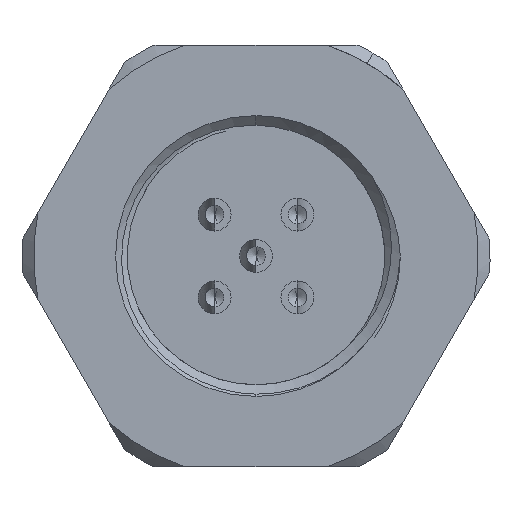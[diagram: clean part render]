
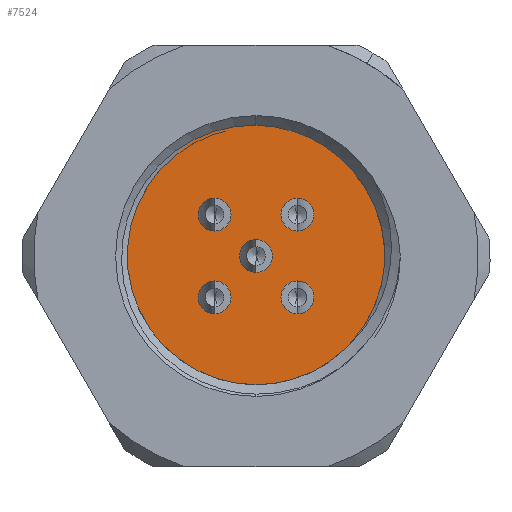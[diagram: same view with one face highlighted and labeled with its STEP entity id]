
A CAD part, left-side view. The second image highlights one B-rep face of the part: STEP entity #7524.
In plain terms, the highlighted planar face has unit normal (-1, 0, 0).
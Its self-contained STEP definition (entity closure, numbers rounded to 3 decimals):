
#101 = VERTEX_POINT ( 'NONE', #609 ) ;
#154 = AXIS2_PLACEMENT_3D ( 'NONE', #3761, #7639, #10951 ) ;
#196 = VERTEX_POINT ( 'NONE', #12277 ) ;
#269 = CARTESIAN_POINT ( 'NONE',  ( -13., -6., 0. ) ) ;
#609 = CARTESIAN_POINT ( 'NONE',  ( -13., -1.068, -1.768 ) ) ;
#877 = DIRECTION ( 'NONE',  ( 0., -1., 0. ) ) ;
#1307 = FACE_BOUND ( 'NONE', #8785, .T. ) ;
#1561 = CIRCLE ( 'NONE', #20354, 6. ) ;
#1689 = CARTESIAN_POINT ( 'NONE',  ( -13., 1.768, -1.768 ) ) ;
#1784 = CIRCLE ( 'NONE', #11946, 0.7 ) ;
#2029 = DIRECTION ( 'NONE',  ( 0., -1., 0. ) ) ;
#2338 = EDGE_LOOP ( 'NONE', ( #19950, #18072 ) ) ;
#3160 = VERTEX_POINT ( 'NONE', #269 ) ;
#3222 = CARTESIAN_POINT ( 'NONE',  ( -13., 0., 0. ) ) ;
#3761 = CARTESIAN_POINT ( 'NONE',  ( -13., 1.768, -1.768 ) ) ;
#3860 = DIRECTION ( 'NONE',  ( -1., 0., 0. ) ) ;
#3994 = DIRECTION ( 'NONE',  ( 0., 1., 0. ) ) ;
#4039 = EDGE_CURVE ( 'NONE', #23327, #101, #17853, .T. ) ;
#4198 = CARTESIAN_POINT ( 'NONE',  ( -13., -1.768, -1.768 ) ) ;
#4620 = DIRECTION ( 'NONE',  ( 0., 1., 0. ) ) ;
#4708 = CARTESIAN_POINT ( 'NONE',  ( -13., -1.068, 1.768 ) ) ;
#4881 = ORIENTED_EDGE ( 'NONE', *, *, #22207, .F. ) ;
#5158 = CIRCLE ( 'NONE', #23216, 0.7 ) ;
#5270 = EDGE_LOOP ( 'NONE', ( #22007, #9078 ) ) ;
#5757 = DIRECTION ( 'NONE',  ( 1., 0., 0. ) ) ;
#5981 = VERTEX_POINT ( 'NONE', #12487 ) ;
#6181 = AXIS2_PLACEMENT_3D ( 'NONE', #10466, #11990, #14117 ) ;
#6484 = PLANE ( 'NONE',  #21863 ) ;
#6593 = EDGE_CURVE ( 'NONE', #21966, #3160, #1561, .T. ) ;
#6732 = CARTESIAN_POINT ( 'NONE',  ( -13., 1.068, -1.768 ) ) ;
#6921 = EDGE_CURVE ( 'NONE', #19769, #21261, #21113, .T. ) ;
#6968 = CARTESIAN_POINT ( 'NONE',  ( -13., -2.468, -1.768 ) ) ;
#7044 = ORIENTED_EDGE ( 'NONE', *, *, #6921, .F. ) ;
#7082 = CIRCLE ( 'NONE', #13858, 6. ) ;
#7524 = ADVANCED_FACE ( 'NONE', ( #13684, #1307, #20848, #19203, #15676, #17791 ), #6484, .T. ) ;
#7639 = DIRECTION ( 'NONE',  ( -1., 0., 0. ) ) ;
#7999 = ORIENTED_EDGE ( 'NONE', *, *, #23020, .F. ) ;
#8070 = AXIS2_PLACEMENT_3D ( 'NONE', #20550, #16894, #15374 ) ;
#8648 = DIRECTION ( 'NONE',  ( 0., -1., 0. ) ) ;
#8785 = EDGE_LOOP ( 'NONE', ( #9719, #4881 ) ) ;
#9038 = CARTESIAN_POINT ( 'NONE',  ( -13., 6., 0. ) ) ;
#9078 = ORIENTED_EDGE ( 'NONE', *, *, #18451, .F. ) ;
#9402 = CARTESIAN_POINT ( 'NONE',  ( -13., -2.468, 1.768 ) ) ;
#9655 = ORIENTED_EDGE ( 'NONE', *, *, #12077, .F. ) ;
#9719 = ORIENTED_EDGE ( 'NONE', *, *, #15148, .F. ) ;
#9812 = CARTESIAN_POINT ( 'NONE',  ( -13., 0., 0. ) ) ;
#9833 = DIRECTION ( 'NONE',  ( -1., 0., 0. ) ) ;
#10319 = CIRCLE ( 'NONE', #154, 0.7 ) ;
#10421 = AXIS2_PLACEMENT_3D ( 'NONE', #21679, #13080, #20132 ) ;
#10466 = CARTESIAN_POINT ( 'NONE',  ( -13., -1.768, 1.768 ) ) ;
#10831 = ORIENTED_EDGE ( 'NONE', *, *, #21101, .F. ) ;
#10951 = DIRECTION ( 'NONE',  ( 0., -1., 0. ) ) ;
#11454 = CIRCLE ( 'NONE', #8070, 0.7 ) ;
#11519 = CARTESIAN_POINT ( 'NONE',  ( -13., 2.468, -1.768 ) ) ;
#11917 = DIRECTION ( 'NONE',  ( 0., -1., 0. ) ) ;
#11946 = AXIS2_PLACEMENT_3D ( 'NONE', #18663, #9833, #877 ) ;
#11990 = DIRECTION ( 'NONE',  ( -1., 0., 0. ) ) ;
#12077 = EDGE_CURVE ( 'NONE', #17869, #20063, #1784, .T. ) ;
#12277 = CARTESIAN_POINT ( 'NONE',  ( -13., 1.068, 1.768 ) ) ;
#12487 = CARTESIAN_POINT ( 'NONE',  ( -13., -0.7, 0. ) ) ;
#12616 = CARTESIAN_POINT ( 'NONE',  ( -13., 1.768, 1.768 ) ) ;
#13080 = DIRECTION ( 'NONE',  ( -1., 0., 0. ) ) ;
#13595 = AXIS2_PLACEMENT_3D ( 'NONE', #1689, #23261, #2029 ) ;
#13660 = ORIENTED_EDGE ( 'NONE', *, *, #15577, .F. ) ;
#13684 = FACE_BOUND ( 'NONE', #15800, .T. ) ;
#13813 = CARTESIAN_POINT ( 'NONE',  ( -13., 0.7, 0. ) ) ;
#13858 = AXIS2_PLACEMENT_3D ( 'NONE', #14722, #5757, #3994 ) ;
#14117 = DIRECTION ( 'NONE',  ( 0., -1., 0. ) ) ;
#14193 = ORIENTED_EDGE ( 'NONE', *, *, #21694, .F. ) ;
#14436 = VERTEX_POINT ( 'NONE', #22688 ) ;
#14703 = DIRECTION ( 'NONE',  ( 0., -1., 0. ) ) ;
#14722 = CARTESIAN_POINT ( 'NONE',  ( -13., 0., 0. ) ) ;
#15148 = EDGE_CURVE ( 'NONE', #196, #14436, #5158, .T. ) ;
#15374 = DIRECTION ( 'NONE',  ( 0., -1., 0. ) ) ;
#15577 = EDGE_CURVE ( 'NONE', #5981, #19817, #20557, .T. ) ;
#15676 = FACE_BOUND ( 'NONE', #17745, .T. ) ;
#15800 = EDGE_LOOP ( 'NONE', ( #7044, #10831 ) ) ;
#16038 = CARTESIAN_POINT ( 'NONE',  ( -13., -1.768, -1.768 ) ) ;
#16233 = EDGE_CURVE ( 'NONE', #101, #23327, #21350, .T. ) ;
#16262 = DIRECTION ( 'NONE',  ( 0., -1., 0. ) ) ;
#16342 = CIRCLE ( 'NONE', #6181, 0.7 ) ;
#16717 = AXIS2_PLACEMENT_3D ( 'NONE', #4198, #3860, #14703 ) ;
#16894 = DIRECTION ( 'NONE',  ( -1., 0., 0. ) ) ;
#17387 = EDGE_LOOP ( 'NONE', ( #13660, #7999 ) ) ;
#17681 = DIRECTION ( 'NONE',  ( 0., -1., 0. ) ) ;
#17745 = EDGE_LOOP ( 'NONE', ( #14193, #9655 ) ) ;
#17791 = FACE_OUTER_BOUND ( 'NONE', #5270, .T. ) ;
#17853 = CIRCLE ( 'NONE', #16717, 0.7 ) ;
#17869 = VERTEX_POINT ( 'NONE', #4708 ) ;
#18072 = ORIENTED_EDGE ( 'NONE', *, *, #16233, .F. ) ;
#18245 = AXIS2_PLACEMENT_3D ( 'NONE', #3222, #19352, #8648 ) ;
#18451 = EDGE_CURVE ( 'NONE', #3160, #21966, #7082, .T. ) ;
#18663 = CARTESIAN_POINT ( 'NONE',  ( -13., -1.768, 1.768 ) ) ;
#19203 = FACE_BOUND ( 'NONE', #2338, .T. ) ;
#19325 = DIRECTION ( 'NONE',  ( -1., 0., 0. ) ) ;
#19352 = DIRECTION ( 'NONE',  ( -1., 0., 0. ) ) ;
#19562 = CARTESIAN_POINT ( 'NONE',  ( -13., 0., 0. ) ) ;
#19769 = VERTEX_POINT ( 'NONE', #6732 ) ;
#19817 = VERTEX_POINT ( 'NONE', #13813 ) ;
#19950 = ORIENTED_EDGE ( 'NONE', *, *, #4039, .F. ) ;
#20063 = VERTEX_POINT ( 'NONE', #9402 ) ;
#20132 = DIRECTION ( 'NONE',  ( 0., -1., 0. ) ) ;
#20354 = AXIS2_PLACEMENT_3D ( 'NONE', #9812, #22305, #4620 ) ;
#20550 = CARTESIAN_POINT ( 'NONE',  ( -13., 1.768, 1.768 ) ) ;
#20557 = CIRCLE ( 'NONE', #10421, 0.7 ) ;
#20848 = FACE_BOUND ( 'NONE', #17387, .T. ) ;
#20940 = AXIS2_PLACEMENT_3D ( 'NONE', #16038, #23245, #16262 ) ;
#21101 = EDGE_CURVE ( 'NONE', #21261, #19769, #10319, .T. ) ;
#21113 = CIRCLE ( 'NONE', #13595, 0.7 ) ;
#21261 = VERTEX_POINT ( 'NONE', #11519 ) ;
#21350 = CIRCLE ( 'NONE', #20940, 0.7 ) ;
#21679 = CARTESIAN_POINT ( 'NONE',  ( -13., 0., 0. ) ) ;
#21694 = EDGE_CURVE ( 'NONE', #20063, #17869, #16342, .T. ) ;
#21863 = AXIS2_PLACEMENT_3D ( 'NONE', #19562, #22635, #11917 ) ;
#21966 = VERTEX_POINT ( 'NONE', #9038 ) ;
#22007 = ORIENTED_EDGE ( 'NONE', *, *, #6593, .F. ) ;
#22207 = EDGE_CURVE ( 'NONE', #14436, #196, #11454, .T. ) ;
#22305 = DIRECTION ( 'NONE',  ( 1., 0., 0. ) ) ;
#22635 = DIRECTION ( 'NONE',  ( -1., 0., 0. ) ) ;
#22688 = CARTESIAN_POINT ( 'NONE',  ( -13., 2.468, 1.768 ) ) ;
#22770 = CIRCLE ( 'NONE', #18245, 0.7 ) ;
#23020 = EDGE_CURVE ( 'NONE', #19817, #5981, #22770, .T. ) ;
#23216 = AXIS2_PLACEMENT_3D ( 'NONE', #12616, #19325, #17681 ) ;
#23245 = DIRECTION ( 'NONE',  ( -1., 0., 0. ) ) ;
#23261 = DIRECTION ( 'NONE',  ( -1., 0., 0. ) ) ;
#23327 = VERTEX_POINT ( 'NONE', #6968 ) ;
